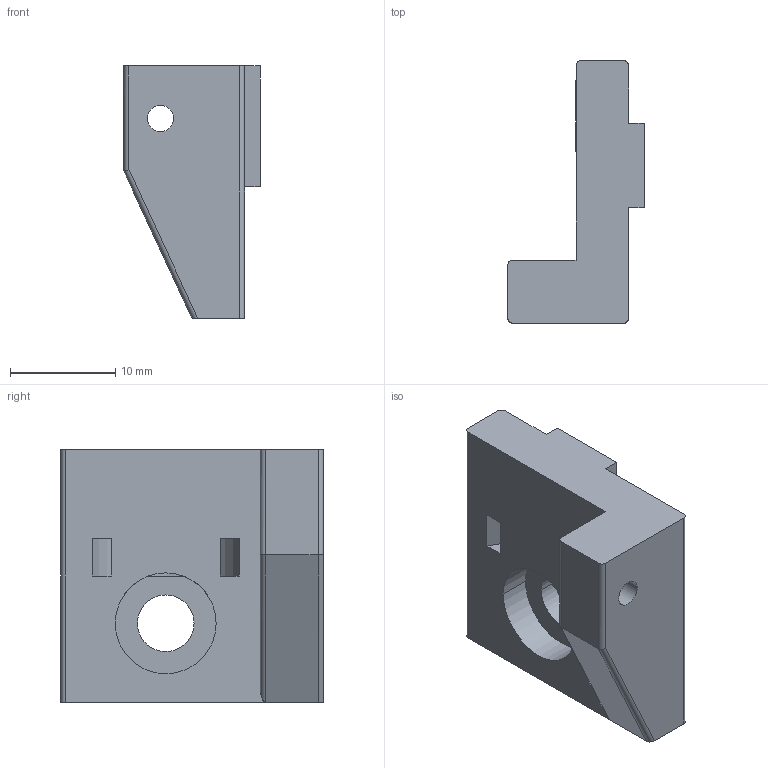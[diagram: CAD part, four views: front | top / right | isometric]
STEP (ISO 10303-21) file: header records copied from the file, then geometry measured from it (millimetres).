
FILE_DESCRIPTION (( 'STEP AP214' ), '1' );
FILE_NAME ('Y_End_Stop_Bracket_1.0.STEP', '2017-06-06T06:23:31', ( '' ), ( '' ), 'SwSTEP 2.0', 'SolidWorks 2014', '' );
FILE_SCHEMA (( 'AUTOMOTIVE_DESIGN' ));
Length unit declared in the file: millimetre
Products named in the file (1): Y_End_Stop_Bracket_1.0
Bounding box: 13 x 25 x 24 mm (x, y, z)
Volume: 3414.8 mm3; surface area: 2249 mm2
Topology: 1 solids, 1 shells, 31 faces, 87 edges, 57 vertices
Faces by surface type: plane 16, cylinder 15
Entity records: 1060 total; most frequent: CARTESIAN_POINT 197, ORIENTED_EDGE 174, DIRECTION 172, EDGE_CURVE 87, AXIS2_PLACEMENT_3D 58, VERTEX_POINT 57, VECTOR 56, LINE 56
